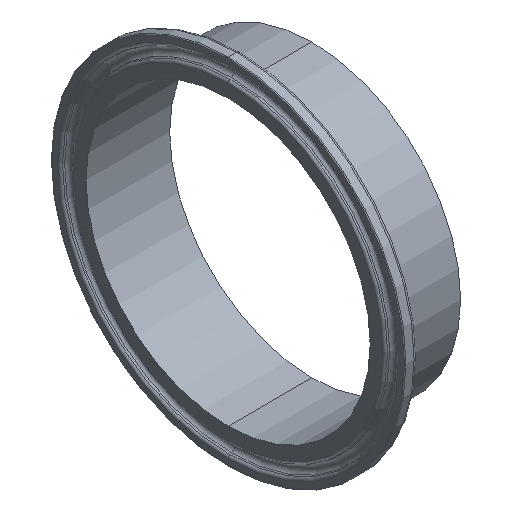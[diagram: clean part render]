
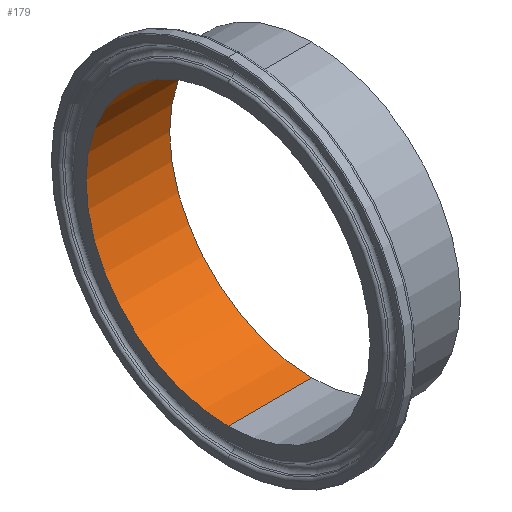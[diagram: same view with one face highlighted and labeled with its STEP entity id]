
A CAD part, isometric view. The second image highlights one B-rep face of the part: STEP entity #179.
In plain terms, the highlighted cylindrical face has radius 36.5 mm (diameter 73 mm), a partial arc.
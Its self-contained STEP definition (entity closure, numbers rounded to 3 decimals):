
#5 = EDGE_CURVE ( 'NONE', #552, #252, #275, .T. ) ;
#49 = DIRECTION ( 'NONE',  ( -1., 0., 0. ) ) ;
#96 = LINE ( 'NONE', #200, #494 ) ;
#177 = CARTESIAN_POINT ( 'NONE',  ( 21.5, 0., -36.5 ) ) ;
#179 = ADVANCED_FACE ( 'NONE', ( #508 ), #457, .F. ) ;
#200 = CARTESIAN_POINT ( 'NONE',  ( 0., 0., -36.5 ) ) ;
#252 = VERTEX_POINT ( 'NONE', #326 ) ;
#259 = ORIENTED_EDGE ( 'NONE', *, *, #441, .F. ) ;
#275 = CIRCLE ( 'NONE', #751, 36.5 ) ;
#280 = DIRECTION ( 'NONE',  ( 0., 0., 1. ) ) ;
#326 = CARTESIAN_POINT ( 'NONE',  ( 0., 0., -36.5 ) ) ;
#344 = DIRECTION ( 'NONE',  ( -1., 0., 0. ) ) ;
#368 = CARTESIAN_POINT ( 'NONE',  ( 0., 0., 0. ) ) ;
#401 = CARTESIAN_POINT ( 'NONE',  ( 21.5, 0., 0. ) ) ;
#414 = ORIENTED_EDGE ( 'NONE', *, *, #620, .T. ) ;
#432 = CARTESIAN_POINT ( 'NONE',  ( 0., 0., 0. ) ) ;
#441 = EDGE_CURVE ( 'NONE', #596, #252, #96, .T. ) ;
#449 = EDGE_LOOP ( 'NONE', ( #259, #756, #414, #532 ) ) ;
#453 = CARTESIAN_POINT ( 'NONE',  ( 21.5, 0., 36.5 ) ) ;
#455 = VERTEX_POINT ( 'NONE', #453 ) ;
#457 = CYLINDRICAL_SURFACE ( 'NONE', #525, 36.5 ) ;
#494 = VECTOR ( 'NONE', #627, 1000. ) ;
#505 = EDGE_CURVE ( 'NONE', #455, #596, #616, .T. ) ;
#508 = FACE_OUTER_BOUND ( 'NONE', #449, .T. ) ;
#525 = AXIS2_PLACEMENT_3D ( 'NONE', #432, #561, #672 ) ;
#532 = ORIENTED_EDGE ( 'NONE', *, *, #5, .T. ) ;
#541 = CARTESIAN_POINT ( 'NONE',  ( 0., 0., 36.5 ) ) ;
#552 = VERTEX_POINT ( 'NONE', #541 ) ;
#561 = DIRECTION ( 'NONE',  ( -1., 0., 0. ) ) ;
#596 = VERTEX_POINT ( 'NONE', #177 ) ;
#599 = DIRECTION ( 'NONE',  ( 0., 0., 1. ) ) ;
#616 = CIRCLE ( 'NONE', #629, 36.5 ) ;
#620 = EDGE_CURVE ( 'NONE', #455, #552, #660, .T. ) ;
#625 = VECTOR ( 'NONE', #344, 1000. ) ;
#627 = DIRECTION ( 'NONE',  ( -1., 0., 0. ) ) ;
#629 = AXIS2_PLACEMENT_3D ( 'NONE', #401, #49, #280 ) ;
#658 = DIRECTION ( 'NONE',  ( -1., 0., 0. ) ) ;
#660 = LINE ( 'NONE', #744, #625 ) ;
#672 = DIRECTION ( 'NONE',  ( 0., 0., 1. ) ) ;
#744 = CARTESIAN_POINT ( 'NONE',  ( 0., 0., 36.5 ) ) ;
#751 = AXIS2_PLACEMENT_3D ( 'NONE', #368, #658, #599 ) ;
#756 = ORIENTED_EDGE ( 'NONE', *, *, #505, .F. ) ;
